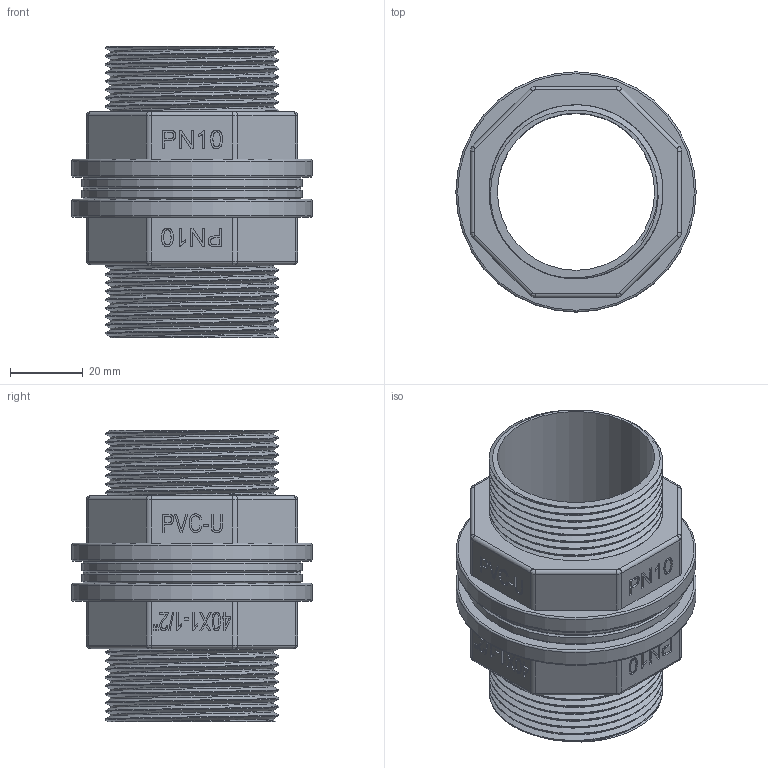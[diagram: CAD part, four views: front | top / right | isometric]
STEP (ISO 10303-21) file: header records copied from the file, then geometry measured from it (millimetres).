
FILE_DESCRIPTION(/* description */ (''),/* implementation_level */ '2;1');
FILE_NAME(/* name */ '40112.stp',/* time_stamp */ '2026-02-09T15:00:35+08:00',/* author */ (''),/* organization */ (''),/* preprocessor_version */ 'ST-DEVELOPER v16',/* originating_system */ 'SIEMENS PLM Software NX 10.0',/* authorisation */ '');
FILE_SCHEMA (('AUTOMOTIVE_DESIGN { 1 0 10303 214 3 1 1 1 }'));
Length unit declared in the file: millimetre
Products named in the file (1): gelv0A5038FC64as
Bounding box: 66 x 66 x 80 mm (x, y, z)
Volume: 67410.4 mm3; surface area: 60739.3 mm2
Topology: 5 solids, 5 shells, 635 faces, 1647 edges, 1086 vertices
Faces by surface type: plane 344, extrusion 192, cylinder 69, bspline 22, cone 4, torus 4
Full cylindrical faces by diameter (mm): 2.6 x2, 3.4 x2, 43.18 x1, 47.803 x14, 48.5 x2, 60.5 x2, 66 x2
Entity records: 32750 total; most frequent: CARTESIAN_POINT 19308, ORIENTED_EDGE 3160, DIRECTION 1842, EDGE_CURVE 1580, B_SPLINE_CURVE_WITH_KNOTS 1084, VERTEX_POINT 1054, VECTOR 738, EDGE_LOOP 720
